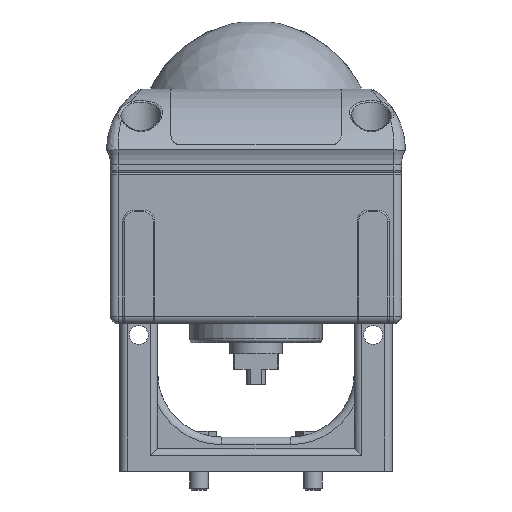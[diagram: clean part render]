
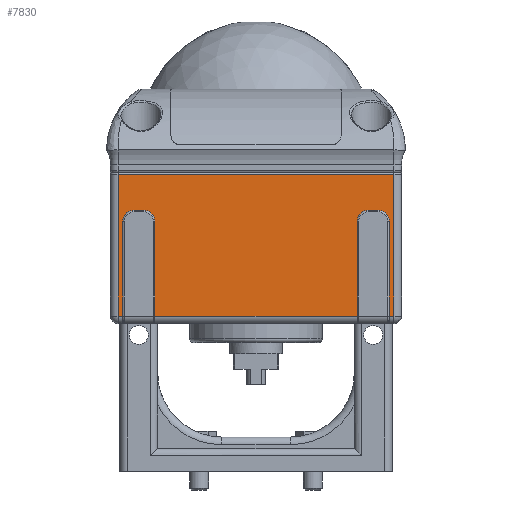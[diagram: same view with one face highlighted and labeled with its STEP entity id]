
A CAD part, left-side view. The second image highlights one B-rep face of the part: STEP entity #7830.
In plain terms, the highlighted planar face has unit normal (-1, 0, 0).
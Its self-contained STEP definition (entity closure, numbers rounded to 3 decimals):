
#7583=CARTESIAN_POINT('',(-61.,-36.5,29.5));
#7584=VERTEX_POINT('',#7583);
#7609=CARTESIAN_POINT('',(-61.,36.5,29.5));
#7610=VERTEX_POINT('',#7609);
#7618=CARTESIAN_POINT('',(-61.,36.5,29.5));
#7619=DIRECTION('',(0.0,-1.0,0.0));
#7620=VECTOR('',#7619,73.0);
#7621=LINE('',#7618,#7620);
#7622=EDGE_CURVE('',#7610,#7584,#7621,.T.);
#7688=CARTESIAN_POINT('',(-61.,-36.5,-8.0));
#7689=VERTEX_POINT('',#7688);
#7690=CARTESIAN_POINT('',(-61.,-36.5,29.5));
#7691=DIRECTION('',(0.0,0.0,-1.0));
#7692=VECTOR('',#7691,37.5);
#7693=LINE('',#7690,#7692);
#7694=EDGE_CURVE('',#7584,#7689,#7693,.T.);
#7707=CARTESIAN_POINT('',(-61.,-36.5,0.0));
#7708=DIRECTION('',(-1.0,0.0,0.0));
#7709=DIRECTION('',(0.0,0.0,1.0));
#7710=AXIS2_PLACEMENT_3D('',#7707,#7708,#7709);
#7711=PLANE('',#7710);
#7712=ORIENTED_EDGE('',*,*,#7622,.F.);
#7713=CARTESIAN_POINT('',(-61.,36.5,-8.0));
#7714=VERTEX_POINT('',#7713);
#7715=CARTESIAN_POINT('',(-61.,36.5,29.5));
#7716=DIRECTION('',(0.0,0.0,-1.0));
#7717=VECTOR('',#7716,37.5);
#7718=LINE('',#7715,#7717);
#7719=EDGE_CURVE('',#7610,#7714,#7718,.T.);
#7720=ORIENTED_EDGE('',*,*,#7719,.T.);
#7721=CARTESIAN_POINT('',(-61.,35.25,-8.0));
#7722=VERTEX_POINT('',#7721);
#7723=CARTESIAN_POINT('',(-61.,35.25,-8.0));
#7724=DIRECTION('',(0.0,1.0,0.0));
#7725=VECTOR('',#7724,1.25);
#7726=LINE('',#7723,#7725);
#7727=EDGE_CURVE('',#7722,#7714,#7726,.T.);
#7728=ORIENTED_EDGE('',*,*,#7727,.F.);
#7729=CARTESIAN_POINT('',(-61.,35.25,17.));
#7730=VERTEX_POINT('',#7729);
#7731=CARTESIAN_POINT('',(-61.,35.25,-8.0));
#7732=DIRECTION('',(0.0,0.0,1.0));
#7733=VECTOR('',#7732,25.);
#7734=LINE('',#7731,#7733);
#7735=EDGE_CURVE('',#7722,#7730,#7734,.T.);
#7736=ORIENTED_EDGE('',*,*,#7735,.T.);
#7737=CARTESIAN_POINT('',(-61.,32.25,20.));
#7738=VERTEX_POINT('',#7737);
#7739=CARTESIAN_POINT('',(-61.,32.25,17.));
#7740=DIRECTION('',(1.0,0.0,0.0));
#7741=DIRECTION('',(0.0,1.0,0.0));
#7742=AXIS2_PLACEMENT_3D('',#7739,#7740,#7741);
#7743=CIRCLE('',#7742,3.);
#7744=EDGE_CURVE('',#7730,#7738,#7743,.T.);
#7745=ORIENTED_EDGE('',*,*,#7744,.T.);
#7746=CARTESIAN_POINT('',(-61.,29.75,20.));
#7747=VERTEX_POINT('',#7746);
#7748=CARTESIAN_POINT('',(-61.,32.25,20.));
#7749=DIRECTION('',(0.0,-1.0,0.0));
#7750=VECTOR('',#7749,2.5);
#7751=LINE('',#7748,#7750);
#7752=EDGE_CURVE('',#7738,#7747,#7751,.T.);
#7753=ORIENTED_EDGE('',*,*,#7752,.T.);
#7754=CARTESIAN_POINT('',(-61.,26.75,17.0));
#7755=VERTEX_POINT('',#7754);
#7756=CARTESIAN_POINT('',(-61.,29.75,17.));
#7757=DIRECTION('',(1.0,0.0,0.0));
#7758=DIRECTION('',(0.0,0.0,1.0));
#7759=AXIS2_PLACEMENT_3D('',#7756,#7757,#7758);
#7760=CIRCLE('',#7759,3.);
#7761=EDGE_CURVE('',#7747,#7755,#7760,.T.);
#7762=ORIENTED_EDGE('',*,*,#7761,.T.);
#7763=CARTESIAN_POINT('',(-61.,26.75,-8.0));
#7764=VERTEX_POINT('',#7763);
#7765=CARTESIAN_POINT('',(-61.,26.75,17.0));
#7766=DIRECTION('',(0.0,0.0,-1.0));
#7767=VECTOR('',#7766,25.0);
#7768=LINE('',#7765,#7767);
#7769=EDGE_CURVE('',#7755,#7764,#7768,.T.);
#7770=ORIENTED_EDGE('',*,*,#7769,.T.);
#7771=CARTESIAN_POINT('',(-61.,-26.75,-8.0));
#7772=VERTEX_POINT('',#7771);
#7773=CARTESIAN_POINT('',(-61.,-26.75,-8.0));
#7774=DIRECTION('',(0.0,1.0,0.0));
#7775=VECTOR('',#7774,53.5);
#7776=LINE('',#7773,#7775);
#7777=EDGE_CURVE('',#7772,#7764,#7776,.T.);
#7778=ORIENTED_EDGE('',*,*,#7777,.F.);
#7779=CARTESIAN_POINT('',(-61.,-26.75,17.));
#7780=VERTEX_POINT('',#7779);
#7781=CARTESIAN_POINT('',(-61.,-26.75,-8.0));
#7782=DIRECTION('',(0.0,0.0,1.0));
#7783=VECTOR('',#7782,25.);
#7784=LINE('',#7781,#7783);
#7785=EDGE_CURVE('',#7772,#7780,#7784,.T.);
#7786=ORIENTED_EDGE('',*,*,#7785,.T.);
#7787=CARTESIAN_POINT('',(-61.,-29.75,20.0));
#7788=VERTEX_POINT('',#7787);
#7789=CARTESIAN_POINT('',(-61.,-29.75,17.));
#7790=DIRECTION('',(1.0,0.0,0.0));
#7791=DIRECTION('',(0.0,1.0,0.0));
#7792=AXIS2_PLACEMENT_3D('',#7789,#7790,#7791);
#7793=CIRCLE('',#7792,3.);
#7794=EDGE_CURVE('',#7780,#7788,#7793,.T.);
#7795=ORIENTED_EDGE('',*,*,#7794,.T.);
#7796=CARTESIAN_POINT('',(-61.,-32.25,20.0));
#7797=VERTEX_POINT('',#7796);
#7798=CARTESIAN_POINT('',(-61.,-29.75,20.0));
#7799=DIRECTION('',(0.0,-1.0,0.0));
#7800=VECTOR('',#7799,2.5);
#7801=LINE('',#7798,#7800);
#7802=EDGE_CURVE('',#7788,#7797,#7801,.T.);
#7803=ORIENTED_EDGE('',*,*,#7802,.T.);
#7804=CARTESIAN_POINT('',(-61.,-35.25,17.));
#7805=VERTEX_POINT('',#7804);
#7806=CARTESIAN_POINT('',(-61.,-32.25,17.));
#7807=DIRECTION('',(1.0,0.0,0.0));
#7808=DIRECTION('',(0.0,0.0,1.0));
#7809=AXIS2_PLACEMENT_3D('',#7806,#7807,#7808);
#7810=CIRCLE('',#7809,3.);
#7811=EDGE_CURVE('',#7797,#7805,#7810,.T.);
#7812=ORIENTED_EDGE('',*,*,#7811,.T.);
#7813=CARTESIAN_POINT('',(-61.,-35.25,-8.0));
#7814=VERTEX_POINT('',#7813);
#7815=CARTESIAN_POINT('',(-61.,-35.25,17.));
#7816=DIRECTION('',(0.0,0.0,-1.0));
#7817=VECTOR('',#7816,25.0);
#7818=LINE('',#7815,#7817);
#7819=EDGE_CURVE('',#7805,#7814,#7818,.T.);
#7820=ORIENTED_EDGE('',*,*,#7819,.T.);
#7821=CARTESIAN_POINT('',(-61.,-36.5,-8.0));
#7822=DIRECTION('',(0.0,1.0,0.0));
#7823=VECTOR('',#7822,1.25);
#7824=LINE('',#7821,#7823);
#7825=EDGE_CURVE('',#7689,#7814,#7824,.T.);
#7826=ORIENTED_EDGE('',*,*,#7825,.F.);
#7827=ORIENTED_EDGE('',*,*,#7694,.F.);
#7828=EDGE_LOOP('',(#7712,#7720,#7728,#7736,#7745,#7753,#7762,#7770,#7778,#7786,#7795,#7803,#7812,#7820,#7826,#7827));
#7829=FACE_OUTER_BOUND('',#7828,.T.);
#7830=ADVANCED_FACE('',(#7829),#7711,.T.);
